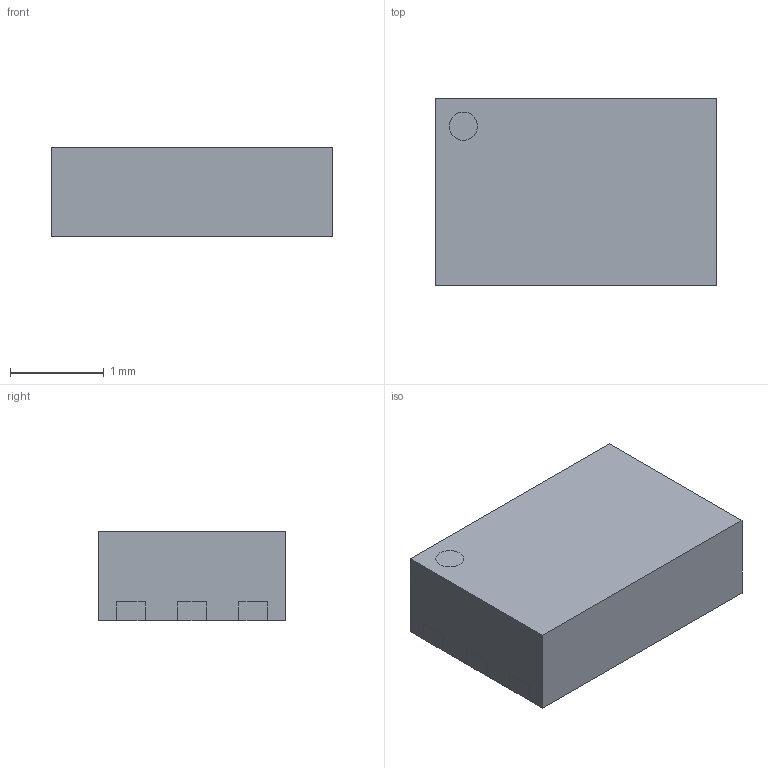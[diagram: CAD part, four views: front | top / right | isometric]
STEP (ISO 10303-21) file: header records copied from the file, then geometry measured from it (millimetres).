
FILE_DESCRIPTION(/* description */ ('model of MDT_DFN-6-1EP_3x2mm_P0.65mm_EP1.7x1.6mm'),/* implementation_level */ '2;1');
FILE_NAME(/* name */ 'MDT_DFN-6-1EP_3x2mm_P0.65mm_EP1.7x1.6mm.step',/* time_stamp */ '1970-01-01T00:00:00',/* author */ ('KiCAD','kicad'),/* organization */ ('OCCT'),/* preprocessor_version */ '',/* originating_system */ 'KiCAD',/* authorisation */ '');
FILE_SCHEMA(('AUTOMOTIVE_DESIGN { 1 0 10303 214 1 1 1 1 }'));
Length unit declared in the file: millimetre
Products named in the file (1): MDT_DFN-6-1EP_3x2mm_P0.65mm_EP1.7x1.6mm
Bounding box: 3 x 2 x 0.95 mm (x, y, z)
Volume: 5.7 mm3; surface area: 21.5 mm2
Topology: 1 solids, 1 shells, 20 faces, 65 edges, 49 vertices
Faces by surface type: plane 20
Entity records: 516 total; most frequent: ORIENTED_EDGE 106, EDGE_CURVE 65, LINE 58, CARTESIAN_POINT 52, VERTEX_POINT 49, AXIS2_PLACEMENT_3D 22, FACE_BOUND 22, EDGE_LOOP 22
